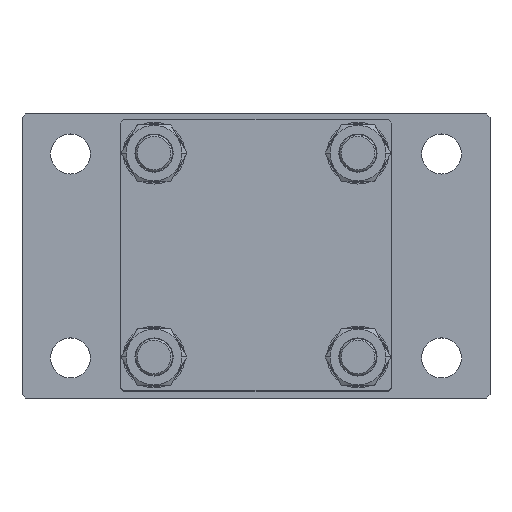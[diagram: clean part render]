
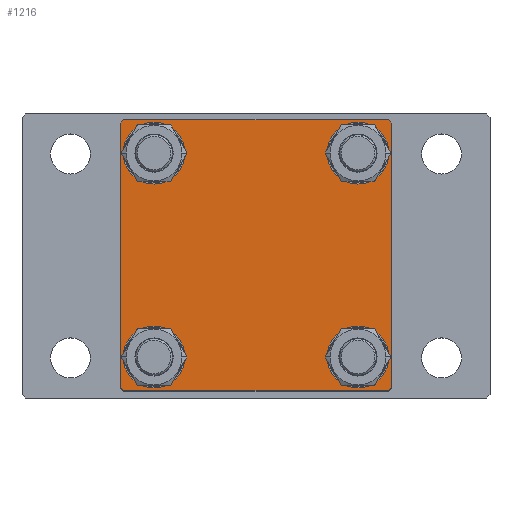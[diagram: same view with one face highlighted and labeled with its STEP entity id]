
A CAD part, top view. The second image highlights one B-rep face of the part: STEP entity #1216.
In plain terms, the highlighted face is planar.
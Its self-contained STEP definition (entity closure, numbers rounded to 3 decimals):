
#106 = AXIS2_PLACEMENT_3D ( 'NONE', #1999, #2000, #2001 ) ;
#107 = AXIS2_PLACEMENT_3D ( 'NONE', #1995, #1996, #1997 ) ;
#108 = AXIS2_PLACEMENT_3D ( 'NONE', #1990, #1991, #1992 ) ;
#109 = AXIS2_PLACEMENT_3D ( 'NONE', #1987, #1988, #1989 ) ;
#122 = AXIS2_PLACEMENT_3D ( 'NONE', #5593, #5594, #5595 ) ;
#124 = AXIS2_PLACEMENT_3D ( 'NONE', #5583, #5584, #5585 ) ;
#126 = AXIS2_PLACEMENT_3D ( 'NONE', #5573, #5574, #5575 ) ;
#128 = AXIS2_PLACEMENT_3D ( 'NONE', #5563, #5564, #5565 ) ;
#1216 = ADVANCED_FACE ( 'NONE', ( #3385, #3379, #3390, #3388, #3391 ), #4332, .T. ) ;
#1960 = CARTESIAN_POINT ( 'NONE',  ( 81., -81., 0. ) ) ;
#1965 = DIRECTION ( 'NONE',  ( 0., 1., 0. ) ) ;
#1969 = CARTESIAN_POINT ( 'NONE',  ( -81., 81., 0. ) ) ;
#1974 = DIRECTION ( 'NONE',  ( -1., 0., 0. ) ) ;
#1977 = CARTESIAN_POINT ( 'NONE',  ( -81., -81., 0. ) ) ;
#1978 = DIRECTION ( 'NONE',  ( 0., -1., 0. ) ) ;
#1982 = CARTESIAN_POINT ( 'NONE',  ( -81., -81., 0. ) ) ;
#1983 = DIRECTION ( 'NONE',  ( 1., 0., 0. ) ) ;
#1987 = CARTESIAN_POINT ( 'NONE',  ( 61., 61., 0. ) ) ;
#1988 = DIRECTION ( 'NONE',  ( 0., 0., -1. ) ) ;
#1989 = DIRECTION ( 'NONE',  ( -1., 0., 0. ) ) ;
#1990 = CARTESIAN_POINT ( 'NONE',  ( 61., -61., 0. ) ) ;
#1991 = DIRECTION ( 'NONE',  ( 0., 0., -1. ) ) ;
#1992 = DIRECTION ( 'NONE',  ( -1., 0., 0. ) ) ;
#1993 = CARTESIAN_POINT ( 'NONE',  ( 80., -80., 0. ) ) ;
#1994 = DIRECTION ( 'NONE',  ( -0.707, -0.707, 0. ) ) ;
#1995 = CARTESIAN_POINT ( 'NONE',  ( -61., -61., 0. ) ) ;
#1996 = DIRECTION ( 'NONE',  ( 0., 0., -1. ) ) ;
#1997 = DIRECTION ( 'NONE',  ( -1., 0., 0. ) ) ;
#1998 = CARTESIAN_POINT ( 'NONE',  ( -80., -80., 0. ) ) ;
#1999 = CARTESIAN_POINT ( 'NONE',  ( -61., 61., 0. ) ) ;
#2000 = DIRECTION ( 'NONE',  ( 0., 0., -1. ) ) ;
#2001 = DIRECTION ( 'NONE',  ( -1., 0., 0. ) ) ;
#2002 = DIRECTION ( 'NONE',  ( -0.707, 0.707, 0. ) ) ;
#2003 = CARTESIAN_POINT ( 'NONE',  ( -80., 80., 0. ) ) ;
#2004 = DIRECTION ( 'NONE',  ( 0.707, 0.707, 0. ) ) ;
#2005 = CARTESIAN_POINT ( 'NONE',  ( 80., 80., 0. ) ) ;
#2006 = DIRECTION ( 'NONE',  ( 0.707, -0.707, 0. ) ) ;
#2603 = CIRCLE ( 'NONE', #128, 11.5 ) ;
#2711 = CIRCLE ( 'NONE', #126, 11.5 ) ;
#2718 = CIRCLE ( 'NONE', #122, 11.5 ) ;
#2745 = LINE ( 'NONE', #1960, #2914 ) ;
#2764 = LINE ( 'NONE', #1969, #3138 ) ;
#2884 = VECTOR ( 'NONE', #2004, 1000. ) ;
#2885 = LINE ( 'NONE', #2003, #2884 ) ;
#2886 = VECTOR ( 'NONE', #2002, 1000. ) ;
#2887 = VECTOR ( 'NONE', #1994, 1000. ) ;
#2891 = LINE ( 'NONE', #1993, #2887 ) ;
#2901 = CIRCLE ( 'NONE', #109, 11.5 ) ;
#2905 = CIRCLE ( 'NONE', #107, 11.5 ) ;
#2906 = LINE ( 'NONE', #2005, #2915 ) ;
#2914 = VECTOR ( 'NONE', #1965, 1000. ) ;
#2915 = VECTOR ( 'NONE', #2006, 1000. ) ;
#2931 = LINE ( 'NONE', #1982, #2932 ) ;
#2932 = VECTOR ( 'NONE', #1983, 1000. ) ;
#2984 = CIRCLE ( 'NONE', #124, 11.5 ) ;
#3005 = LINE ( 'NONE', #1998, #2886 ) ;
#3032 = CIRCLE ( 'NONE', #108, 11.5 ) ;
#3046 = CIRCLE ( 'NONE', #106, 11.5 ) ;
#3136 = LINE ( 'NONE', #1977, #3211 ) ;
#3138 = VECTOR ( 'NONE', #1974, 1000. ) ;
#3211 = VECTOR ( 'NONE', #1978, 1000. ) ;
#3379 = FACE_BOUND ( 'NONE', #5331, .T. ) ;
#3385 = FACE_BOUND ( 'NONE', #5336, .T. ) ;
#3388 = FACE_BOUND ( 'NONE', #5333, .T. ) ;
#3390 = FACE_BOUND ( 'NONE', #5329, .T. ) ;
#3391 = FACE_OUTER_BOUND ( 'NONE', #5334, .T. ) ;
#3779 = CARTESIAN_POINT ( 'NONE',  ( 49.5, 61., 0. ) ) ;
#3784 = CARTESIAN_POINT ( 'NONE',  ( -49.5, -61., 0. ) ) ;
#3789 = CARTESIAN_POINT ( 'NONE',  ( 72.5, -61., 0. ) ) ;
#3790 = CARTESIAN_POINT ( 'NONE',  ( 49.5, -61., 0. ) ) ;
#3791 = CARTESIAN_POINT ( 'NONE',  ( 72.5, 61., 0. ) ) ;
#3812 = CARTESIAN_POINT ( 'NONE',  ( -79., -81., 0. ) ) ;
#3817 = CARTESIAN_POINT ( 'NONE',  ( 81., 79., 0. ) ) ;
#3818 = CARTESIAN_POINT ( 'NONE',  ( 79., 81., 0. ) ) ;
#3819 = CARTESIAN_POINT ( 'NONE',  ( -79., 81., 0. ) ) ;
#3827 = CARTESIAN_POINT ( 'NONE',  ( 79., -81., 0. ) ) ;
#3829 = CARTESIAN_POINT ( 'NONE',  ( 81., -79., 0. ) ) ;
#3830 = CARTESIAN_POINT ( 'NONE',  ( -81., 79., 0. ) ) ;
#3833 = CARTESIAN_POINT ( 'NONE',  ( -81., -79., 0. ) ) ;
#3845 = CARTESIAN_POINT ( 'NONE',  ( -72.5, 61., 0. ) ) ;
#3846 = CARTESIAN_POINT ( 'NONE',  ( -49.5, 61., 0. ) ) ;
#3849 = CARTESIAN_POINT ( 'NONE',  ( -72.5, -61., 0. ) ) ;
#4213 = EDGE_CURVE ( 'NONE', #6944, #6939, #2603, .T. ) ;
#4217 = EDGE_CURVE ( 'NONE', #6942, #6943, #2711, .T. ) ;
#4221 = EDGE_CURVE ( 'NONE', #6936, #7003, #2984, .T. ) ;
#4225 = EDGE_CURVE ( 'NONE', #7000, #6999, #2718, .T. ) ;
#4257 = EDGE_CURVE ( 'NONE', #6982, #6970, #2745, .T. ) ;
#4261 = EDGE_CURVE ( 'NONE', #6971, #6972, #2764, .T. ) ;
#4263 = EDGE_CURVE ( 'NONE', #6983, #6986, #3136, .T. ) ;
#4266 = EDGE_CURVE ( 'NONE', #6965, #6980, #2931, .T. ) ;
#4269 = EDGE_CURVE ( 'NONE', #6939, #6944, #2901, .T. ) ;
#4270 = EDGE_CURVE ( 'NONE', #6943, #6942, #3032, .T. ) ;
#4271 = EDGE_CURVE ( 'NONE', #7003, #6936, #2905, .T. ) ;
#4272 = EDGE_CURVE ( 'NONE', #6999, #7000, #3046, .T. ) ;
#4273 = EDGE_CURVE ( 'NONE', #6982, #6980, #2891, .T. ) ;
#4274 = EDGE_CURVE ( 'NONE', #6965, #6986, #3005, .T. ) ;
#4275 = EDGE_CURVE ( 'NONE', #6983, #6972, #2885, .T. ) ;
#4276 = EDGE_CURVE ( 'NONE', #6971, #6970, #2906, .T. ) ;
#4330 = DIRECTION ( 'NONE',  ( 0., 0., -1. ) ) ;
#4332 = PLANE ( 'NONE',  #5974 ) ;
#4334 = CARTESIAN_POINT ( 'NONE',  ( 0., 0., 0. ) ) ;
#4336 = DIRECTION ( 'NONE',  ( -1., 0., 0. ) ) ;
#4675 = ORIENTED_EDGE ( 'NONE', *, *, #4270, .F. ) ;
#4705 = ORIENTED_EDGE ( 'NONE', *, *, #4271, .F. ) ;
#4737 = ORIENTED_EDGE ( 'NONE', *, *, #4276, .T. ) ;
#5123 = ORIENTED_EDGE ( 'NONE', *, *, #4266, .F. ) ;
#5129 = ORIENTED_EDGE ( 'NONE', *, *, #4272, .F. ) ;
#5135 = ORIENTED_EDGE ( 'NONE', *, *, #4275, .T. ) ;
#5138 = ORIENTED_EDGE ( 'NONE', *, *, #4221, .F. ) ;
#5140 = ORIENTED_EDGE ( 'NONE', *, *, #4261, .F. ) ;
#5143 = ORIENTED_EDGE ( 'NONE', *, *, #4263, .F. ) ;
#5206 = ORIENTED_EDGE ( 'NONE', *, *, #4274, .T. ) ;
#5211 = ORIENTED_EDGE ( 'NONE', *, *, #4213, .F. ) ;
#5241 = ORIENTED_EDGE ( 'NONE', *, *, #4225, .F. ) ;
#5243 = ORIENTED_EDGE ( 'NONE', *, *, #4273, .T. ) ;
#5329 = EDGE_LOOP ( 'NONE', ( #4705, #5138 ) ) ;
#5331 = EDGE_LOOP ( 'NONE', ( #4675, #7346 ) ) ;
#5333 = EDGE_LOOP ( 'NONE', ( #5129, #5241 ) ) ;
#5334 = EDGE_LOOP ( 'NONE', ( #5889, #5243, #5123, #5206, #5143, #5135, #5140, #4737 ) ) ;
#5336 = EDGE_LOOP ( 'NONE', ( #7377, #5211 ) ) ;
#5563 = CARTESIAN_POINT ( 'NONE',  ( 61., 61., 0. ) ) ;
#5564 = DIRECTION ( 'NONE',  ( 0., 0., -1. ) ) ;
#5565 = DIRECTION ( 'NONE',  ( -1., 0., 0. ) ) ;
#5573 = CARTESIAN_POINT ( 'NONE',  ( 61., -61., 0. ) ) ;
#5574 = DIRECTION ( 'NONE',  ( 0., 0., -1. ) ) ;
#5575 = DIRECTION ( 'NONE',  ( -1., 0., 0. ) ) ;
#5583 = CARTESIAN_POINT ( 'NONE',  ( -61., -61., 0. ) ) ;
#5584 = DIRECTION ( 'NONE',  ( 0., 0., -1. ) ) ;
#5585 = DIRECTION ( 'NONE',  ( -1., 0., 0. ) ) ;
#5593 = CARTESIAN_POINT ( 'NONE',  ( -61., 61., 0. ) ) ;
#5594 = DIRECTION ( 'NONE',  ( 0., 0., -1. ) ) ;
#5595 = DIRECTION ( 'NONE',  ( -1., 0., 0. ) ) ;
#5889 = ORIENTED_EDGE ( 'NONE', *, *, #4257, .F. ) ;
#5974 = AXIS2_PLACEMENT_3D ( 'NONE', #4334, #4330, #4336 ) ;
#6936 = VERTEX_POINT ( 'NONE', #3784 ) ;
#6939 = VERTEX_POINT ( 'NONE', #3779 ) ;
#6942 = VERTEX_POINT ( 'NONE', #3789 ) ;
#6943 = VERTEX_POINT ( 'NONE', #3790 ) ;
#6944 = VERTEX_POINT ( 'NONE', #3791 ) ;
#6965 = VERTEX_POINT ( 'NONE', #3812 ) ;
#6970 = VERTEX_POINT ( 'NONE', #3817 ) ;
#6971 = VERTEX_POINT ( 'NONE', #3818 ) ;
#6972 = VERTEX_POINT ( 'NONE', #3819 ) ;
#6980 = VERTEX_POINT ( 'NONE', #3827 ) ;
#6982 = VERTEX_POINT ( 'NONE', #3829 ) ;
#6983 = VERTEX_POINT ( 'NONE', #3830 ) ;
#6986 = VERTEX_POINT ( 'NONE', #3833 ) ;
#6999 = VERTEX_POINT ( 'NONE', #3845 ) ;
#7000 = VERTEX_POINT ( 'NONE', #3846 ) ;
#7003 = VERTEX_POINT ( 'NONE', #3849 ) ;
#7346 = ORIENTED_EDGE ( 'NONE', *, *, #4217, .F. ) ;
#7377 = ORIENTED_EDGE ( 'NONE', *, *, #4269, .F. ) ;
